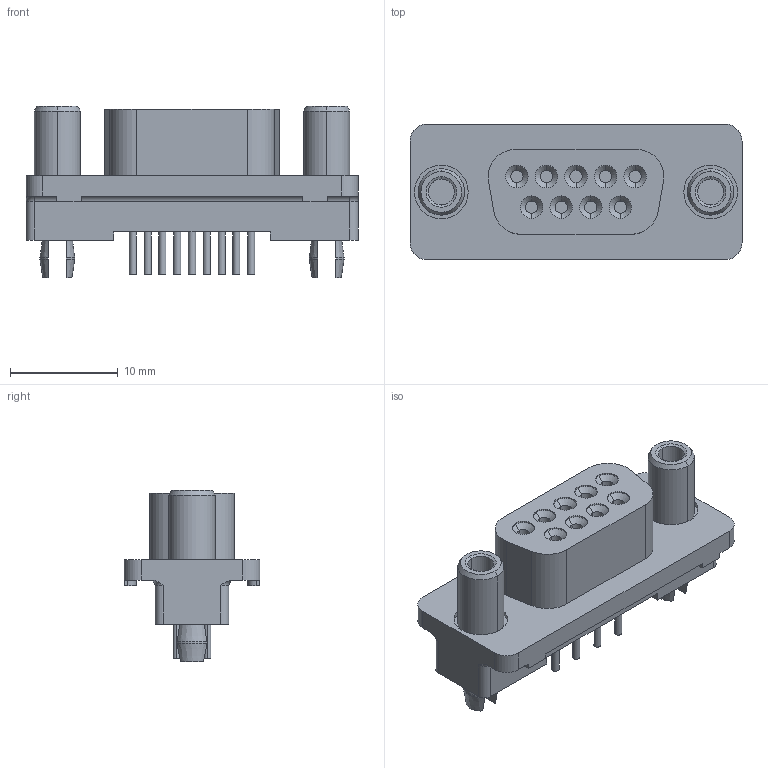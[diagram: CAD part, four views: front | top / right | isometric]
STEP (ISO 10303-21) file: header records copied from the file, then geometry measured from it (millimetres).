
FILE_DESCRIPTION((''),'2;1');
FILE_NAME('C-0750678-01-3','2007-08-31T',('workeradm'),('Tyco Electronics Corporation'),'PRO/ENGINEER BY PARAMETRIC TECHNOLOGY CORPORATION, 2005450','PRO/ENGINEER BY PARAMETRIC TECHNOLOGY CORPORATION, 2005450','');
FILE_SCHEMA(('CONFIG_CONTROL_DESIGN', 'GEOMETRIC_VALIDATION_PROPERTIES_MIM'));
Length unit declared in the file: millimetre
Products named in the file (1): C-0750678-01-3
Bounding box: 30.81 x 12.6 x 15.9 mm (x, y, z)
Volume: 2417.8 mm3; surface area: 2159.3 mm2
Topology: 2 solids, 2 shells, 198 faces, 450 edges, 284 vertices
Faces by surface type: cylinder 92, plane 68, cone 34, torus 4
Entity records: 5763 total; most frequent: CARTESIAN_POINT 1035, DIRECTION 1030, ORIENTED_EDGE 900, EDGE_CURVE 450, AXIS2_PLACEMENT_3D 402, VERTEX_POINT 284, VECTOR 226, LINE 226
